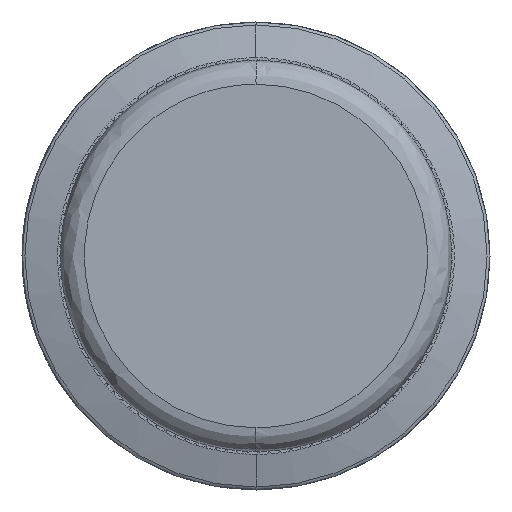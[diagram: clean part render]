
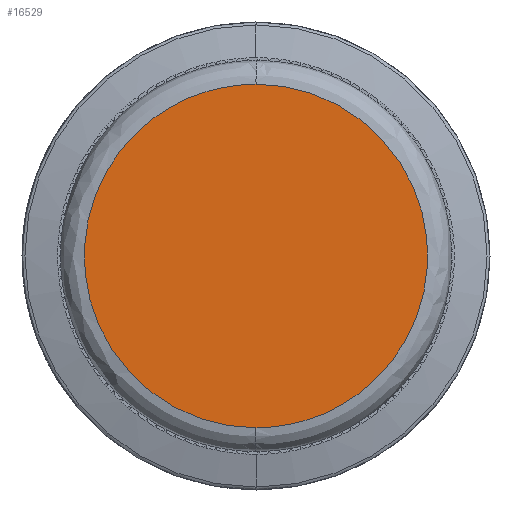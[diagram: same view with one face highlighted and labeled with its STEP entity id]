
A CAD part, left-side view. The second image highlights one B-rep face of the part: STEP entity #16529.
In plain terms, the highlighted planar face has unit normal (-1, 0, 0).
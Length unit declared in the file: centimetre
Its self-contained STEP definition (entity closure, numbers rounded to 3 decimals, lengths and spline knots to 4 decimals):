
#7809 = VERTEX_POINT ( 'NONE', #8926 ) ;
#7812 = VERTEX_POINT ( 'NONE', #8663 ) ;
#7898 =( BOUNDED_CURVE ( )  B_SPLINE_CURVE ( 3, ( #48139, #48140, #48145, #48146 ),
 .UNSPECIFIED., .F., .F. ) 
 B_SPLINE_CURVE_WITH_KNOTS ( ( 4, 4 ),
 ( 0.5, 1. ),
 .UNSPECIFIED. ) 
 CURVE ( )  GEOMETRIC_REPRESENTATION_ITEM ( )  RATIONAL_B_SPLINE_CURVE ( ( 1., 0.333, 0.333, 1. ) ) 
 REPRESENTATION_ITEM ( '' )  );
#8074 =( BOUNDED_CURVE ( )  B_SPLINE_CURVE ( 3, ( #40577, #40578, #40583, #40584 ),
 .UNSPECIFIED., .F., .F. ) 
 B_SPLINE_CURVE_WITH_KNOTS ( ( 4, 4 ),
 ( 0., 0.5 ),
 .UNSPECIFIED. ) 
 CURVE ( )  GEOMETRIC_REPRESENTATION_ITEM ( )  RATIONAL_B_SPLINE_CURVE ( ( 1., 0.333, 0.333, 1. ) ) 
 REPRESENTATION_ITEM ( '' )  );
#8663 = CARTESIAN_POINT ( 'NONE',  ( -5.2527, 0., -1.0998 ) ) ;
#8926 = CARTESIAN_POINT ( 'NONE',  ( -5.2527, 0., 1.0998 ) ) ;
#13300 = EDGE_CURVE ( 'NONE', #7812, #7809, #7898, .T. ) ;
#13821 = EDGE_CURVE ( 'NONE', #7809, #7812, #8074, .T. ) ;
#16529 = ADVANCED_FACE ( 'NONE', ( #43633 ), #34635, .F. ) ;
#34628 = CARTESIAN_POINT ( 'NONE',  ( -5.2527, 0., 0. ) ) ;
#34635 = PLANE ( 'NONE',  #40748 ) ;
#34637 = DIRECTION ( 'NONE',  ( 1., 0., 0. ) ) ;
#34638 = DIRECTION ( 'NONE',  ( 0., 0., -1. ) ) ;
#40577 = CARTESIAN_POINT ( 'NONE',  ( -5.2527, 0., 1.0998 ) ) ;
#40578 = CARTESIAN_POINT ( 'NONE',  ( -5.2527, -2.1996, 1.0998 ) ) ;
#40583 = CARTESIAN_POINT ( 'NONE',  ( -5.2527, -2.1996, -1.0998 ) ) ;
#40584 = CARTESIAN_POINT ( 'NONE',  ( -5.2527, 0., -1.0998 ) ) ;
#40748 = AXIS2_PLACEMENT_3D ( 'NONE', #34628, #34637, #34638 ) ;
#40968 = ORIENTED_EDGE ( 'NONE', *, *, #13300, .F. ) ;
#41352 = ORIENTED_EDGE ( 'NONE', *, *, #13821, .F. ) ;
#43633 = FACE_OUTER_BOUND ( 'NONE', #47386, .T. ) ;
#47386 = EDGE_LOOP ( 'NONE', ( #41352, #40968 ) ) ;
#48139 = CARTESIAN_POINT ( 'NONE',  ( -5.2527, 0., -1.0998 ) ) ;
#48140 = CARTESIAN_POINT ( 'NONE',  ( -5.2527, 2.1996, -1.0998 ) ) ;
#48145 = CARTESIAN_POINT ( 'NONE',  ( -5.2527, 2.1996, 1.0998 ) ) ;
#48146 = CARTESIAN_POINT ( 'NONE',  ( -5.2527, 0., 1.0998 ) ) ;
